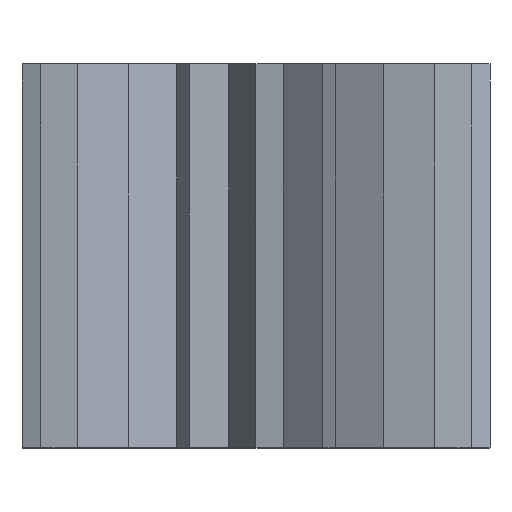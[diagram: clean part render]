
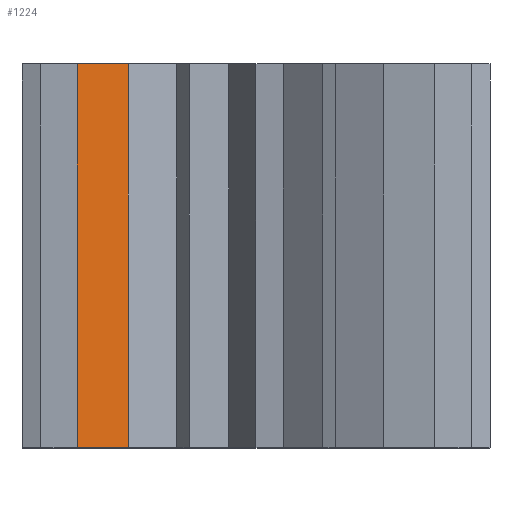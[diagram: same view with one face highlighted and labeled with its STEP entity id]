
A CAD part, top view. The second image highlights one B-rep face of the part: STEP entity #1224.
In plain terms, the highlighted planar face has unit normal (0.189, 0, 0.982).
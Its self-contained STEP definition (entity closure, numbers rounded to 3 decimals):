
#50 = AXIS2_PLACEMENT_3D ( 'NONE', #1361, #744, #1369 ) ;
#94 = VERTEX_POINT ( 'NONE', #1167 ) ;
#215 = VECTOR ( 'NONE', #1492, 1000. ) ;
#224 = EDGE_CURVE ( 'NONE', #388, #1590, #1320, .T. ) ;
#237 = ORIENTED_EDGE ( 'NONE', *, *, #1602, .T. ) ;
#276 = EDGE_LOOP ( 'NONE', ( #1554, #827, #580, #237 ) ) ;
#338 = VECTOR ( 'NONE', #394, 1000. ) ;
#388 = VERTEX_POINT ( 'NONE', #1499 ) ;
#394 = DIRECTION ( 'NONE',  ( 0.982, 0., -0.189 ) ) ;
#484 = PLANE ( 'NONE',  #50 ) ;
#549 = CARTESIAN_POINT ( 'NONE',  ( -4.188, 9., 3.629 ) ) ;
#551 = FACE_OUTER_BOUND ( 'NONE', #276, .T. ) ;
#580 = ORIENTED_EDGE ( 'NONE', *, *, #224, .F. ) ;
#589 = CARTESIAN_POINT ( 'NONE',  ( -4.188, 0., 3.629 ) ) ;
#617 = CARTESIAN_POINT ( 'NONE',  ( -2.935, 9., 3.387 ) ) ;
#725 = CARTESIAN_POINT ( 'NONE',  ( -2.935, 9., 3.387 ) ) ;
#733 = EDGE_CURVE ( 'NONE', #1168, #94, #1299, .T. ) ;
#744 = DIRECTION ( 'NONE',  ( -0.189, 0., -0.982 ) ) ;
#746 = CARTESIAN_POINT ( 'NONE',  ( -4.188, 9., 3.629 ) ) ;
#792 = LINE ( 'NONE', #746, #215 ) ;
#827 = ORIENTED_EDGE ( 'NONE', *, *, #1278, .F. ) ;
#1020 = CARTESIAN_POINT ( 'NONE',  ( -4.188, 0., 3.629 ) ) ;
#1091 = LINE ( 'NONE', #617, #1605 ) ;
#1167 = CARTESIAN_POINT ( 'NONE',  ( -2.935, 0., 3.387 ) ) ;
#1168 = VERTEX_POINT ( 'NONE', #589 ) ;
#1224 = ADVANCED_FACE ( 'NONE', ( #551 ), #484, .F. ) ;
#1278 = EDGE_CURVE ( 'NONE', #1590, #94, #1091, .T. ) ;
#1299 = LINE ( 'NONE', #1020, #338 ) ;
#1320 = LINE ( 'NONE', #549, #1550 ) ;
#1361 = CARTESIAN_POINT ( 'NONE',  ( -4.188, 9., 3.629 ) ) ;
#1369 = DIRECTION ( 'NONE',  ( -0.982, 0., 0.189 ) ) ;
#1492 = DIRECTION ( 'NONE',  ( 0., -1., 0. ) ) ;
#1499 = CARTESIAN_POINT ( 'NONE',  ( -4.188, 9., 3.629 ) ) ;
#1503 = DIRECTION ( 'NONE',  ( 0., -1., 0. ) ) ;
#1550 = VECTOR ( 'NONE', #1567, 1000. ) ;
#1554 = ORIENTED_EDGE ( 'NONE', *, *, #733, .T. ) ;
#1567 = DIRECTION ( 'NONE',  ( 0.982, 0., -0.189 ) ) ;
#1590 = VERTEX_POINT ( 'NONE', #725 ) ;
#1602 = EDGE_CURVE ( 'NONE', #388, #1168, #792, .T. ) ;
#1605 = VECTOR ( 'NONE', #1503, 1000. ) ;
